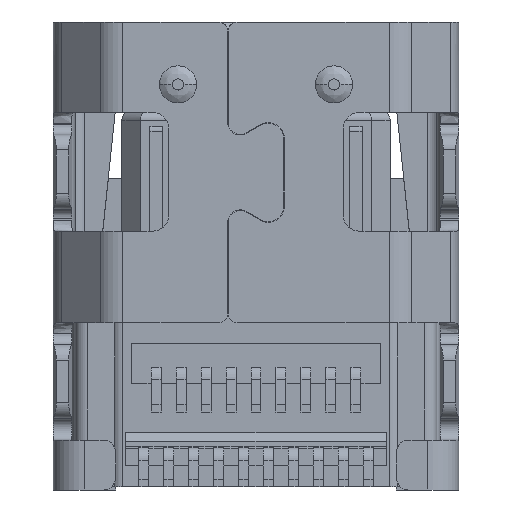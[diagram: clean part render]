
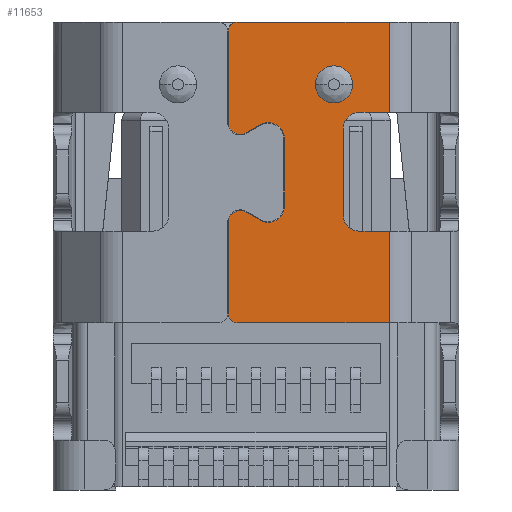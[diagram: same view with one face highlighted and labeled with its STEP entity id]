
A CAD part, front view. The second image highlights one B-rep face of the part: STEP entity #11653.
In plain terms, the highlighted planar face has unit normal (0, -1, 0).
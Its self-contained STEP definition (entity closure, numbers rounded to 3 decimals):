
#166=DIRECTION('',(1.,0.,0.));
#167=VECTOR('',#166,2.429);
#168=CARTESIAN_POINT('',(-0.295,-2.9,-4.82));
#169=LINE('6662',#168,#167);
#473=CARTESIAN_POINT('',(1.65,-2.9,-3.1));
#474=DIRECTION('',(0.,-1.,0.));
#475=DIRECTION('',(-1.,0.,0.));
#476=AXIS2_PLACEMENT_3D('',#473,#474,#475);
#478=DIRECTION('',(1.,0.,0.));
#479=VECTOR('',#478,0.484);
#480=CARTESIAN_POINT('',(1.65,-2.9,-3.35));
#481=LINE('6739',#480,#479);
#482=DIRECTION('',(0.,0.,-1.));
#483=VECTOR('',#482,1.47);
#484=CARTESIAN_POINT('',(2.134,-2.9,-3.35));
#485=LINE('6733',#484,#483);
#486=CARTESIAN_POINT('',(-0.295,-2.9,-4.67));
#487=DIRECTION('',(0.,1.,0.));
#488=DIRECTION('',(0.,0.,-1.));
#489=AXIS2_PLACEMENT_3D('',#486,#487,#488);
#491=CARTESIAN_POINT('',(-0.255,-2.9,
-3.21));
#492=DIRECTION('',(0.,1.,0.));
#493=DIRECTION('',(-1.,0.,0.));
#494=AXIS2_PLACEMENT_3D('',#491,#492,#493);
#496=DIRECTION('',(0.866,0.,-0.5));
#497=VECTOR('',#496,0.26);
#498=CARTESIAN_POINT('',(-0.16,-2.9,
-3.045));
#499=LINE('6745',#498,#497);
#500=CARTESIAN_POINT('',(0.195,-2.9,
-2.95));
#501=DIRECTION('',(0.,-1.,0.));
#502=DIRECTION('',(-0.5,0.,-0.866));
#503=AXIS2_PLACEMENT_3D('',#500,#501,#502);
#505=CARTESIAN_POINT('',(0.195,-2.9,
-1.87));
#506=DIRECTION('',(0.,-1.,0.));
#507=DIRECTION('',(1.,0.,0.));
#508=AXIS2_PLACEMENT_3D('',#505,#506,#507);
#510=DIRECTION('',(-0.866,0.,-0.5));
#511=VECTOR('',#510,0.26);
#512=CARTESIAN_POINT('',(0.065,-2.9,
-1.645));
#513=LINE('6748',#512,#511);
#514=CARTESIAN_POINT('',(-0.255,-2.9,
-1.61));
#515=DIRECTION('',(0.,1.,0.));
#516=DIRECTION('',(0.5,0.,-0.866));
#517=AXIS2_PLACEMENT_3D('',#514,#515,#516);
#519=CARTESIAN_POINT('',(-0.295,-2.9,-0.15));
#520=DIRECTION('',(0.,1.,0.));
#521=DIRECTION('',(-1.,0.,0.));
#522=AXIS2_PLACEMENT_3D('',#519,#520,#521);
#524=CARTESIAN_POINT('',(1.65,-2.9,-1.7));
#525=DIRECTION('',(0.,-1.,0.));
#526=DIRECTION('',(0.,0.,1.));
#527=AXIS2_PLACEMENT_3D('',#524,#525,#526);
#529=CARTESIAN_POINT('',(1.25,-2.9,-1.));
#530=DIRECTION('',(0.,-1.,0.));
#531=DIRECTION('',(1.,0.,0.));
#532=AXIS2_PLACEMENT_3D('',#529,#530,#531);
#534=CARTESIAN_POINT('',(1.25,-2.9,-1.));
#535=DIRECTION('',(0.,-1.,0.));
#536=DIRECTION('',(-1.,0.,0.));
#537=AXIS2_PLACEMENT_3D('',#534,#535,#536);
#543=DIRECTION('',(0.,0.,1.));
#544=VECTOR('',#543,1.4);
#545=CARTESIAN_POINT('',(1.4,-2.9,-3.1));
#546=LINE('6754',#545,#544);
#555=DIRECTION('',(1.,0.,0.));
#556=VECTOR('',#555,0.484);
#557=CARTESIAN_POINT('',(1.65,-2.9,-1.45));
#558=LINE('6757',#557,#556);
#577=DIRECTION('',(0.,0.,1.));
#578=VECTOR('',#577,1.45);
#579=CARTESIAN_POINT('',(2.134,-2.9,-1.45));
#580=LINE('6762',#579,#578);
#5852=DIRECTION('',(-1.,0.,0.));
#5853=VECTOR('',#5852,2.429);
#5854=CARTESIAN_POINT('',(2.134,-2.9,0.));
#5855=LINE('7913',#5854,#5853);
#5860=DIRECTION('',(0.,0.,-1.));
#5861=VECTOR('',#5860,1.46);
#5862=CARTESIAN_POINT('',(-0.445,-2.9,
-0.15));
#5863=LINE('7914',#5862,#5861);
#5880=DIRECTION('',(0.,0.,-1.));
#5881=VECTOR('',#5880,1.08);
#5882=CARTESIAN_POINT('',(0.455,-2.9,
-1.87));
#5883=LINE('7920',#5882,#5881);
#5916=DIRECTION('',(0.,0.,-1.));
#5917=VECTOR('',#5916,1.46);
#5918=CARTESIAN_POINT('',(-0.445,-2.9,
-3.21));
#5919=LINE('7927',#5918,#5917);
#8600=CARTESIAN_POINT('',(-0.295,-2.9,-4.82));
#8601=VERTEX_POINT('',#8600);
#8602=CARTESIAN_POINT('',(2.134,-2.9,-4.82));
#8603=VERTEX_POINT('',#8602);
#8735=CARTESIAN_POINT('',(2.134,-2.9,-3.35));
#8736=VERTEX_POINT('',#8735);
#8743=CARTESIAN_POINT('',(1.65,-2.9,-3.35));
#8744=VERTEX_POINT('',#8743);
#8746=CARTESIAN_POINT('',(1.4,-2.9,-3.1));
#8748=VERTEX_POINT('',#8746);
#8749=CARTESIAN_POINT('',(-0.445,-2.9,-4.67));
#8750=VERTEX_POINT('',#8749);
#8751=CARTESIAN_POINT('',(-0.445,-2.9,
-3.21));
#8752=CARTESIAN_POINT('',(-0.16,-2.9,
-3.045));
#8753=VERTEX_POINT('',#8751);
#8754=VERTEX_POINT('',#8752);
#8755=CARTESIAN_POINT('',(0.065,-2.9,
-3.175));
#8756=VERTEX_POINT('',#8755);
#8757=CARTESIAN_POINT('',(0.455,-2.9,
-2.95));
#8758=VERTEX_POINT('',#8757);
#8759=CARTESIAN_POINT('',(0.455,-2.9,
-1.87));
#8760=CARTESIAN_POINT('',(0.065,-2.9,
-1.645));
#8761=VERTEX_POINT('',#8759);
#8762=VERTEX_POINT('',#8760);
#8763=CARTESIAN_POINT('',(-0.16,-2.9,
-1.775));
#8764=VERTEX_POINT('',#8763);
#8765=CARTESIAN_POINT('',(-0.445,-2.9,
-1.61));
#8766=VERTEX_POINT('',#8765);
#8767=CARTESIAN_POINT('',(-0.445,-2.9,
-0.15));
#8768=CARTESIAN_POINT('',(-0.295,-2.9,0.));
#8769=VERTEX_POINT('',#8767);
#8770=VERTEX_POINT('',#8768);
#8771=CARTESIAN_POINT('',(1.65,-2.9,-1.45));
#8772=CARTESIAN_POINT('',(1.4,-2.9,-1.7));
#8773=VERTEX_POINT('',#8771);
#8774=VERTEX_POINT('',#8772);
#8775=CARTESIAN_POINT('',(1.548,-2.9,
-1.));
#8776=CARTESIAN_POINT('',(0.952,-2.9,
-1.));
#8777=VERTEX_POINT('',#8775);
#8778=VERTEX_POINT('',#8776);
#8783=CARTESIAN_POINT('',(2.134,-2.9,-1.45));
#8784=VERTEX_POINT('',#8783);
#8791=CARTESIAN_POINT('',(2.134,-2.9,0.));
#8792=VERTEX_POINT('',#8791);
#11604=CARTESIAN_POINT('',(0.845,-2.9,-2.41));
#11605=DIRECTION('',(0.,1.,0.));
#11606=DIRECTION('',(0.,0.,1.));
#11607=AXIS2_PLACEMENT_3D('',#11604,#11605,#11606);
#11608=PLANE('8572',#11607);
#11610=ORIENTED_EDGE('6754',*,*,#11609,.F.);
#11611=ORIENTED_EDGE('6742',*,*,#11595,.T.);
#11612=ORIENTED_EDGE('6739',*,*,#11584,.T.);
#11613=ORIENTED_EDGE('6733',*,*,#11554,.T.);
#11614=ORIENTED_EDGE('6662',*,*,#11125,.F.);
#11616=ORIENTED_EDGE('6743',*,*,#11615,.T.);
#11618=ORIENTED_EDGE('7927',*,*,#11617,.F.);
#11620=ORIENTED_EDGE('6744',*,*,#11619,.T.);
#11622=ORIENTED_EDGE('6745',*,*,#11621,.T.);
#11624=ORIENTED_EDGE('6746',*,*,#11623,.T.);
#11626=ORIENTED_EDGE('7920',*,*,#11625,.F.);
#11628=ORIENTED_EDGE('6747',*,*,#11627,.T.);
#11630=ORIENTED_EDGE('6748',*,*,#11629,.T.);
#11632=ORIENTED_EDGE('6749',*,*,#11631,.T.);
#11634=ORIENTED_EDGE('7914',*,*,#11633,.F.);
#11636=ORIENTED_EDGE('6750',*,*,#11635,.T.);
#11638=ORIENTED_EDGE('7913',*,*,#11637,.F.);
#11640=ORIENTED_EDGE('6762',*,*,#11639,.F.);
#11642=ORIENTED_EDGE('6757',*,*,#11641,.F.);
#11644=ORIENTED_EDGE('6751',*,*,#11643,.T.);
#11645=EDGE_LOOP('8572',(#11610,#11611,#11612,#11613,#11614,#11616,#11618,
#11620,#11622,#11624,#11626,#11628,#11630,#11632,#11634,#11636,#11638,#11640,
#11642,#11644));
#11646=FACE_OUTER_BOUND('8572',#11645,.F.);
#11648=ORIENTED_EDGE('6752',*,*,#11647,.T.);
#11650=ORIENTED_EDGE('6753',*,*,#11649,.T.);
#11651=EDGE_LOOP('8572',(#11648,#11650));
#11652=FACE_BOUND('8572',#11651,.F.);
#11653=ADVANCED_FACE('8572',(#11646,#11652),#11608,.F.);
#477=CIRCLE('6742',#476,0.25);
#490=CIRCLE('6743',#489,0.15);
#495=CIRCLE('6744',#494,0.19);
#504=CIRCLE('6746',#503,0.26);
#509=CIRCLE('6747',#508,0.26);
#518=CIRCLE('6749',#517,0.19);
#523=CIRCLE('6750',#522,0.15);
#528=CIRCLE('6751',#527,0.25);
#533=CIRCLE('6752',#532,0.298);
#538=CIRCLE('6753',#537,0.298);
#11125=EDGE_CURVE('6662',#8601,#8603,#169,.T.);
#11554=EDGE_CURVE('6733',#8736,#8603,#485,.T.);
#11584=EDGE_CURVE('6739',#8744,#8736,#481,.T.);
#11595=EDGE_CURVE('6742',#8748,#8744,#477,.T.);
#11609=EDGE_CURVE('6754',#8748,#8774,#546,.T.);
#11615=EDGE_CURVE('6743',#8601,#8750,#490,.T.);
#11617=EDGE_CURVE('7927',#8753,#8750,#5919,.T.);
#11619=EDGE_CURVE('6744',#8753,#8754,#495,.T.);
#11621=EDGE_CURVE('6745',#8754,#8756,#499,.T.);
#11623=EDGE_CURVE('6746',#8756,#8758,#504,.T.);
#11625=EDGE_CURVE('7920',#8761,#8758,#5883,.T.);
#11627=EDGE_CURVE('6747',#8761,#8762,#509,.T.);
#11629=EDGE_CURVE('6748',#8762,#8764,#513,.T.);
#11631=EDGE_CURVE('6749',#8764,#8766,#518,.T.);
#11633=EDGE_CURVE('7914',#8769,#8766,#5863,.T.);
#11635=EDGE_CURVE('6750',#8769,#8770,#523,.T.);
#11637=EDGE_CURVE('7913',#8792,#8770,#5855,.T.);
#11639=EDGE_CURVE('6762',#8784,#8792,#580,.T.);
#11641=EDGE_CURVE('6757',#8773,#8784,#558,.T.);
#11643=EDGE_CURVE('6751',#8773,#8774,#528,.T.);
#11647=EDGE_CURVE('6752',#8777,#8778,#533,.T.);
#11649=EDGE_CURVE('6753',#8778,#8777,#538,.T.);
